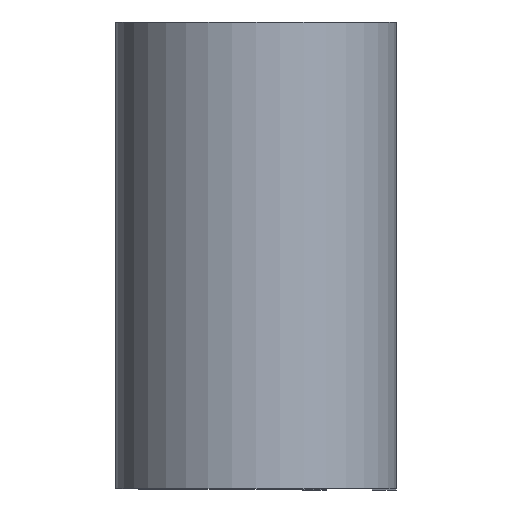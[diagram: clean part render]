
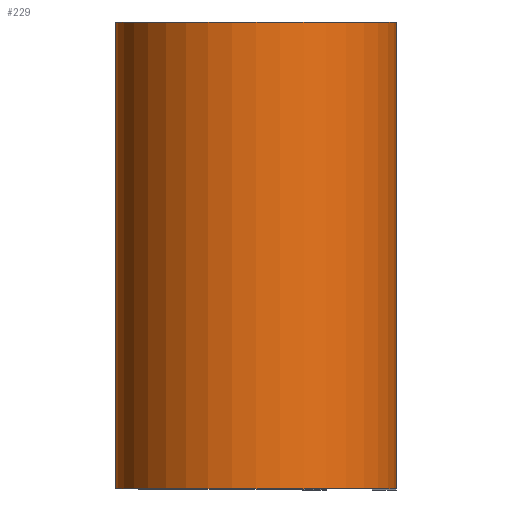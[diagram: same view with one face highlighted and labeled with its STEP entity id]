
A CAD part, top view. The second image highlights one B-rep face of the part: STEP entity #229.
In plain terms, the highlighted cylindrical face has radius 4.775 mm (diameter 9.55 mm), a partial arc.
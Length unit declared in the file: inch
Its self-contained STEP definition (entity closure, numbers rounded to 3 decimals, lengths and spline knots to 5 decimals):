
#12 = DIRECTION ( 'NONE',  ( 0., -1., 0. ) ) ;
#51 = VERTEX_POINT ( 'NONE', #228 ) ;
#54 = AXIS2_PLACEMENT_3D ( 'NONE', #293, #633, #581 ) ;
#87 = DIRECTION ( 'NONE',  ( 0., 1., 0. ) ) ;
#92 = CARTESIAN_POINT ( 'NONE',  ( 0., 0.3125, -0.188 ) ) ;
#114 = EDGE_CURVE ( 'NONE', #220, #440, #240, .T. ) ;
#138 = LINE ( 'NONE', #201, #475 ) ;
#201 = CARTESIAN_POINT ( 'NONE',  ( 0.188, 0.3125, 0. ) ) ;
#202 = EDGE_LOOP ( 'NONE', ( #593, #362, #236, #472 ) ) ;
#208 = CIRCLE ( 'NONE', #497, 0.188 ) ;
#212 = DIRECTION ( 'NONE',  ( 0., 1., 0. ) ) ;
#220 = VERTEX_POINT ( 'NONE', #92 ) ;
#228 = CARTESIAN_POINT ( 'NONE',  ( 0., -0.3125, -0.188 ) ) ;
#229 = ADVANCED_FACE ( 'NONE', ( #469 ), #296, .T. ) ;
#236 = ORIENTED_EDGE ( 'NONE', *, *, #114, .F. ) ;
#240 = CIRCLE ( 'NONE', #298, 0.188 ) ;
#293 = CARTESIAN_POINT ( 'NONE',  ( 0., 0.3125, 0. ) ) ;
#296 = CYLINDRICAL_SURFACE ( 'NONE', #54, 0.188 ) ;
#298 = AXIS2_PLACEMENT_3D ( 'NONE', #385, #87, #437 ) ;
#308 = CARTESIAN_POINT ( 'NONE',  ( 0., 0.3125, -0.188 ) ) ;
#353 = CARTESIAN_POINT ( 'NONE',  ( 0.188, 0.3125, 0. ) ) ;
#362 = ORIENTED_EDGE ( 'NONE', *, *, #447, .F. ) ;
#385 = CARTESIAN_POINT ( 'NONE',  ( 0., 0.3125, 0. ) ) ;
#437 = DIRECTION ( 'NONE',  ( 1., 0., 0. ) ) ;
#440 = VERTEX_POINT ( 'NONE', #353 ) ;
#447 = EDGE_CURVE ( 'NONE', #440, #502, #138, .T. ) ;
#469 = FACE_OUTER_BOUND ( 'NONE', #202, .T. ) ;
#472 = ORIENTED_EDGE ( 'NONE', *, *, #511, .T. ) ;
#475 = VECTOR ( 'NONE', #544, 39.37008 ) ;
#494 = VECTOR ( 'NONE', #12, 39.37008 ) ;
#497 = AXIS2_PLACEMENT_3D ( 'NONE', #512, #212, #553 ) ;
#502 = VERTEX_POINT ( 'NONE', #506 ) ;
#506 = CARTESIAN_POINT ( 'NONE',  ( 0.188, -0.3125, 0. ) ) ;
#511 = EDGE_CURVE ( 'NONE', #220, #51, #611, .T. ) ;
#512 = CARTESIAN_POINT ( 'NONE',  ( 0., -0.3125, 0. ) ) ;
#544 = DIRECTION ( 'NONE',  ( 0., -1., 0. ) ) ;
#553 = DIRECTION ( 'NONE',  ( 1., 0., 0. ) ) ;
#581 = DIRECTION ( 'NONE',  ( 0., 0., -1. ) ) ;
#593 = ORIENTED_EDGE ( 'NONE', *, *, #601, .T. ) ;
#601 = EDGE_CURVE ( 'NONE', #51, #502, #208, .T. ) ;
#611 = LINE ( 'NONE', #308, #494 ) ;
#633 = DIRECTION ( 'NONE',  ( 0., -1., 0. ) ) ;
